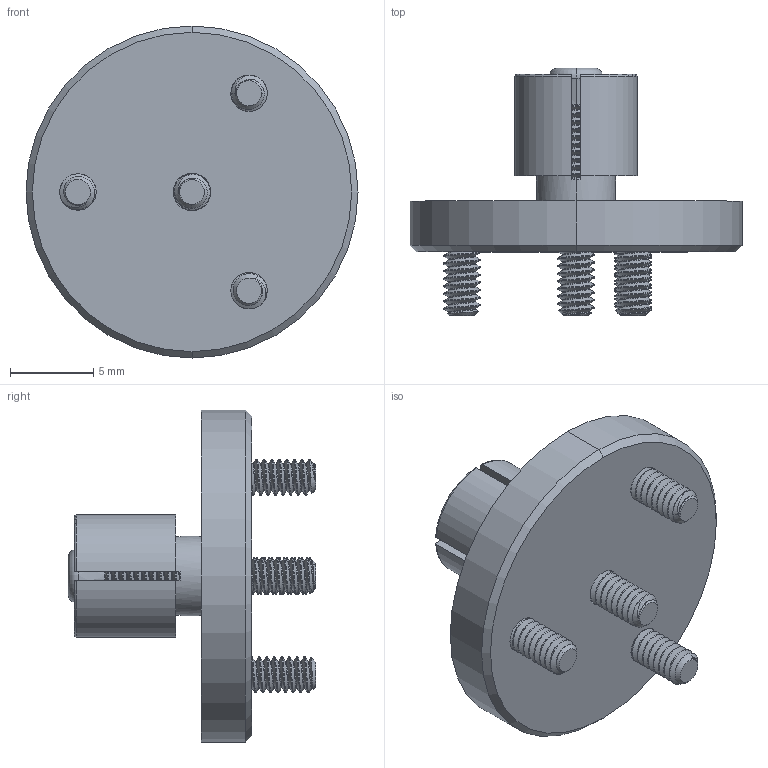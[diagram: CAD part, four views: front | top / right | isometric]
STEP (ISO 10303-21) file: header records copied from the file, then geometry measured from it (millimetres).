
FILE_DESCRIPTION (( 'STEP AP214' ), '1' );
FILE_NAME ('31000DD for Step as Part.STEP', '2022-03-11T18:58:19', ( '' ), ( '' ), 'SwSTEP 2.0', 'SolidWorks 2021', '' );
FILE_SCHEMA (( 'AUTOMOTIVE_DESIGN' ));
Length unit declared in the file: inch
Products named in the file (1): 31000DD for Step as Part
Bounding box: 19.96 x 14.88 x 19.96 mm (x, y, z)
Volume: 1200.7 mm3; surface area: 1694.6 mm2
Topology: 5 solids, 5 shells, 354 faces, 945 edges, 605 vertices
Faces by surface type: cylinder 201, cone 68, plane 58, torus 16, bspline 11
Entity records: 22858 total; most frequent: CARTESIAN_POINT 10506, ORIENTED_EDGE 1890, DIRECTION 1345, EDGE_CURVE 945, VERTEX_POINT 605, AXIS2_PLACEMENT_3D 510, EDGE_LOOP 366, DIMENSIONAL_EXPONENTS 361
